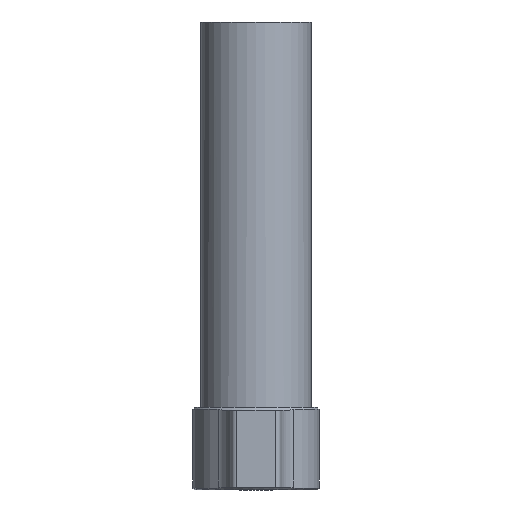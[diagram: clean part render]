
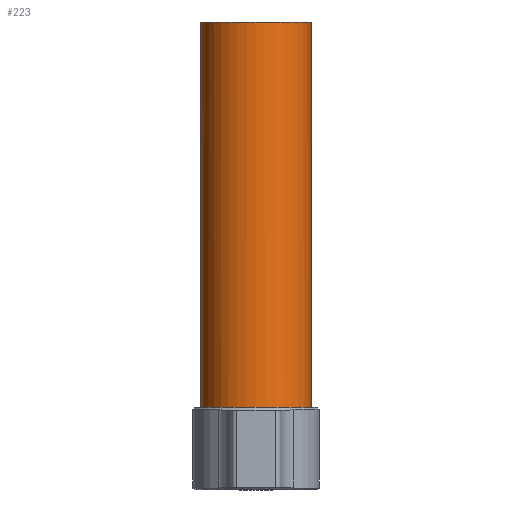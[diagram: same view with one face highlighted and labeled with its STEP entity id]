
A CAD part, front view. The second image highlights one B-rep face of the part: STEP entity #223.
In plain terms, the highlighted cylindrical face has radius 10 mm (diameter 20 mm), a full revolution.
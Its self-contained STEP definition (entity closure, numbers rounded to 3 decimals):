
#220=EDGE_CURVE('Unnamed[1]',#567,#567,#568,.T.);
#223=ADVANCED_FACE('Unnamed[1]',(#571,#572),#573,.T.);
#278=EDGE_CURVE('Unnamed[1]',#654,#506,#655,.T.);
#315=EDGE_CURVE('Unnamed[1]',#506,#505,#705,.T.);
#323=EDGE_CURVE('Unnamed[1]',#714,#654,#715,.T.);
#348=EDGE_CURVE('Unnamed[1]',#505,#714,#747,.T.);
#505=VERTEX_POINT('',#1011);
#506=VERTEX_POINT('',#1012);
#567=VERTEX_POINT('',#1154);
#568=CIRCLE('',#1155,10.0);
#571=FACE_BOUND('',#1159,.T.);
#572=FACE_BOUND('',#1160,.T.);
#573=CYLINDRICAL_SURFACE('',#1161,10.0);
#654=VERTEX_POINT('',#1515);
#655=LINE('',#1516,#1517);
#705=ELLIPSE('',#1785,14.142,10.0);
#714=VERTEX_POINT('',#1799);
#715=CIRCLE('',#1800,10.0);
#747=LINE('',#1845,#1846);
#1011=CARTESIAN_POINT('',(3.8,9.25,-65.0));
#1012=CARTESIAN_POINT('',(-3.8,9.25,-65.0));
#1154=CARTESIAN_POINT('',(0.,10.0,-70.0));
#1155=AXIS2_PLACEMENT_3D('',#2187,#2188,#2189);
#1159=EDGE_LOOP('',(#2191,#2192,#2193,#2194));
#1160=EDGE_LOOP('',(#2195));
#1161=AXIS2_PLACEMENT_3D('',#2196,#2197,#2198);
#1515=CARTESIAN_POINT('',(-3.8,9.25,0.));
#1516=CARTESIAN_POINT('',(-3.8,9.25,-32.5));
#1517=VECTOR('',#2286,1.0);
#1785=AXIS2_PLACEMENT_3D('',#2349,#2350,#2351);
#1799=CARTESIAN_POINT('',(3.8,9.25,0.));
#1800=AXIS2_PLACEMENT_3D('',#2359,#2360,#2361);
#1845=CARTESIAN_POINT('',(3.8,9.25,-32.5));
#1846=VECTOR('',#2396,1.0);
#2187=CARTESIAN_POINT('',(0.,0.,-70.0));
#2188=DIRECTION('',(0.,0.,-1.0));
#2189=DIRECTION('',(0.,1.0,0.));
#2191=ORIENTED_EDGE('',*,*,#278,.T.);
#2192=ORIENTED_EDGE('',*,*,#315,.T.);
#2193=ORIENTED_EDGE('',*,*,#348,.T.);
#2194=ORIENTED_EDGE('',*,*,#323,.T.);
#2195=ORIENTED_EDGE('',*,*,#220,.F.);
#2196=CARTESIAN_POINT('',(0.,0.,-35.));
#2197=DIRECTION('',(0.,0.,-1.0));
#2198=DIRECTION('',(0.,1.0,0.));
#2286=DIRECTION('',(0.,0.,-1.0));
#2349=CARTESIAN_POINT('',(0.,0.,-55.75));
#2350=DIRECTION('',(0.,-0.707,-0.707));
#2351=DIRECTION('',(0.,0.707,-0.707));
#2359=CARTESIAN_POINT('',(0.,0.,0.));
#2360=DIRECTION('',(0.,0.,-1.0));
#2361=DIRECTION('',(0.,1.0,0.));
#2396=DIRECTION('',(0.,0.,1.0));
